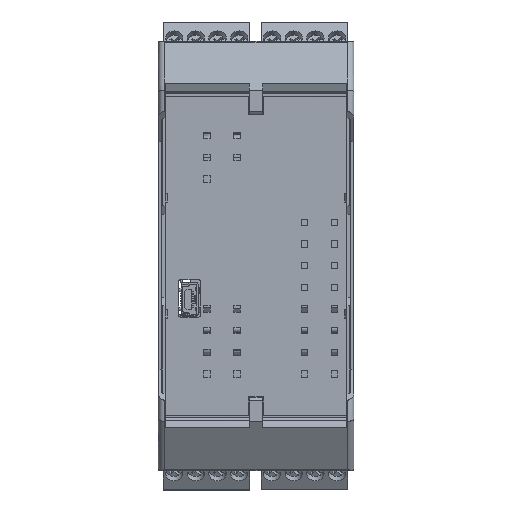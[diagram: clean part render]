
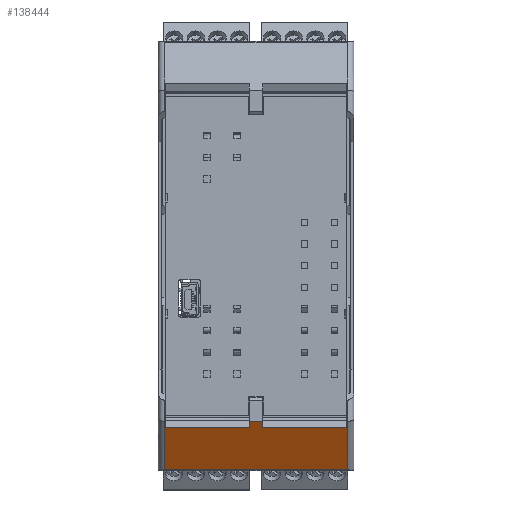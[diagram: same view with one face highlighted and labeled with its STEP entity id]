
A CAD part, top view. The second image highlights one B-rep face of the part: STEP entity #138444.
In plain terms, the highlighted planar face has unit normal (0, -0.545, 0.839).
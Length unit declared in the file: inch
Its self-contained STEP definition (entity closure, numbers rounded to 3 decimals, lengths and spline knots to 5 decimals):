
#1483 = LINE ( 'NONE', #137303, #98274 ) ;
#1849 = ORIENTED_EDGE ( 'NONE', *, *, #108658, .T. ) ;
#4162 = ORIENTED_EDGE ( 'NONE', *, *, #125021, .T. ) ;
#5131 = LINE ( 'NONE', #97108, #118483 ) ;
#8559 = CARTESIAN_POINT ( 'NONE',  ( 0.9252, 0.27953, 4.47441 ) ) ;
#9288 = VECTOR ( 'NONE', #81565, 39.37008 ) ;
#12899 = VECTOR ( 'NONE', #48989, 39.37008 ) ;
#13449 = VECTOR ( 'NONE', #93652, 39.37008 ) ;
#14854 = LINE ( 'NONE', #28181, #12899 ) ;
#16857 = DIRECTION ( 'NONE',  ( 0., -0.839, -0.545 ) ) ;
#18192 = ORIENTED_EDGE ( 'NONE', *, *, #97565, .F. ) ;
#22426 = DIRECTION ( 'NONE',  ( 0., 0.839, 0.545 ) ) ;
#22992 = CARTESIAN_POINT ( 'NONE',  ( 0.6378, -0.15639, 4.19132 ) ) ;
#23541 = VERTEX_POINT ( 'NONE', #72186 ) ;
#25012 = CARTESIAN_POINT ( 'NONE',  ( 0.92913, 0.27953, 4.47441 ) ) ;
#27769 = CARTESIAN_POINT ( 'NONE',  ( 0.9252, 0.06157, 4.33287 ) ) ;
#28181 = CARTESIAN_POINT ( 'NONE',  ( -0.09843, 0.22008, 4.4358 ) ) ;
#30257 = ORIENTED_EDGE ( 'NONE', *, *, #116708, .T. ) ;
#33233 = AXIS2_PLACEMENT_3D ( 'NONE', #128879, #107328, #94697 ) ;
#35617 = DIRECTION ( 'NONE',  ( -1., 0., 0. ) ) ;
#38302 = PLANE ( 'NONE',  #33233 ) ;
#39246 = ORIENTED_EDGE ( 'NONE', *, *, #135811, .T. ) ;
#44393 = CARTESIAN_POINT ( 'NONE',  ( 0.9252, 0.22008, 4.4358 ) ) ;
#45723 = VERTEX_POINT ( 'NONE', #48048 ) ;
#48048 = CARTESIAN_POINT ( 'NONE',  ( -0.72835, 0.27953, 4.47441 ) ) ;
#48989 = DIRECTION ( 'NONE',  ( -1., 0., 0. ) ) ;
#49176 = CARTESIAN_POINT ( 'NONE',  ( -0.73031, 0.27953, 4.47441 ) ) ;
#49407 = CARTESIAN_POINT ( 'NONE',  ( -0.73228, 0.27953, 4.47441 ) ) ;
#52295 = VECTOR ( 'NONE', #94430, 39.37008 ) ;
#52863 = VERTEX_POINT ( 'NONE', #44393 ) ;
#53623 = CARTESIAN_POINT ( 'NONE',  ( 0.03543, 0.22008, 4.4358 ) ) ;
#54758 = CARTESIAN_POINT ( 'NONE',  ( -0.72835, 0.27953, 4.47441 ) ) ;
#54935 = ORIENTED_EDGE ( 'NONE', *, *, #146807, .F. ) ;
#55077 = LINE ( 'NONE', #78804, #92570 ) ;
#56206 = VECTOR ( 'NONE', #129693, 39.37008 ) ;
#58078 = VECTOR ( 'NONE', #16857, 39.37008 ) ;
#58962 = EDGE_CURVE ( 'NONE', #105959, #114450, #14854, .T. ) ;
#59226 = CARTESIAN_POINT ( 'NONE',  ( 0.6378, 0.27953, 4.47441 ) ) ;
#66345 = VECTOR ( 'NONE', #129475, 39.37008 ) ;
#69832 = ORIENTED_EDGE ( 'NONE', *, *, #135997, .F. ) ;
#72186 = CARTESIAN_POINT ( 'NONE',  ( 0.16142, 0.22008, 4.4358 ) ) ;
#73969 = CARTESIAN_POINT ( 'NONE',  ( 0.03543, 0.06157, 4.33287 ) ) ;
#75489 = ORIENTED_EDGE ( 'NONE', *, *, #90501, .T. ) ;
#75639 = VERTEX_POINT ( 'NONE', #112653 ) ;
#78804 = CARTESIAN_POINT ( 'NONE',  ( 0.16142, 0.06157, 4.33287 ) ) ;
#79494 = VECTOR ( 'NONE', #109748, 39.37008 ) ;
#81565 = DIRECTION ( 'NONE',  ( 1., 0., 0. ) ) ;
#82196 = LINE ( 'NONE', #59226, #127024 ) ;
#84144 = LINE ( 'NONE', #27769, #66345 ) ;
#85649 = VERTEX_POINT ( 'NONE', #122662 ) ;
#90501 = EDGE_CURVE ( 'NONE', #23541, #133137, #55077, .T. ) ;
#91224 = LINE ( 'NONE', #22992, #9288 ) ;
#91719 = VERTEX_POINT ( 'NONE', #8559 ) ;
#92570 = VECTOR ( 'NONE', #22426, 39.37008 ) ;
#93652 = DIRECTION ( 'NONE',  ( 0., -0.839, -0.545 ) ) ;
#94044 = CARTESIAN_POINT ( 'NONE',  ( -0.09843, 0.27953, 4.47441 ) ) ;
#94430 = DIRECTION ( 'NONE',  ( 1., 0., 0. ) ) ;
#94697 = DIRECTION ( 'NONE',  ( 0., -0.839, -0.545 ) ) ;
#94778 = LINE ( 'NONE', #94044, #56206 ) ;
#94997 = EDGE_CURVE ( 'NONE', #52863, #23541, #1483, .T. ) ;
#97108 = CARTESIAN_POINT ( 'NONE',  ( -0.73228, 0.18569, 4.41347 ) ) ;
#97565 = EDGE_CURVE ( 'NONE', #45723, #114450, #143148, .T. ) ;
#98227 = ORIENTED_EDGE ( 'NONE', *, *, #58962, .T. ) ;
#98274 = VECTOR ( 'NONE', #35617, 39.37008 ) ;
#99008 = EDGE_CURVE ( 'NONE', #133137, #75639, #94778, .T. ) ;
#100229 = CARTESIAN_POINT ( 'NONE',  ( 0.16142, 0.27953, 4.47441 ) ) ;
#100832 = ORIENTED_EDGE ( 'NONE', *, *, #94997, .T. ) ;
#104092 = LINE ( 'NONE', #124909, #13449 ) ;
#104181 = VERTEX_POINT ( 'NONE', #49407 ) ;
#104236 = EDGE_LOOP ( 'NONE', ( #39246, #130836, #1849, #30257, #100832, #75489, #138557, #4162, #98227, #18192, #54935, #69832 ) ) ;
#105959 = VERTEX_POINT ( 'NONE', #53623 ) ;
#107328 = DIRECTION ( 'NONE',  ( 0., -0.545, 0.839 ) ) ;
#108658 = EDGE_CURVE ( 'NONE', #144490, #91719, #82196, .T. ) ;
#109748 = DIRECTION ( 'NONE',  ( 0., -0.839, -0.545 ) ) ;
#112653 = CARTESIAN_POINT ( 'NONE',  ( 0.03543, 0.27953, 4.47441 ) ) ;
#114450 = VERTEX_POINT ( 'NONE', #134162 ) ;
#115627 = DIRECTION ( 'NONE',  ( -1., 0., 0. ) ) ;
#116708 = EDGE_CURVE ( 'NONE', #91719, #52863, #84144, .T. ) ;
#118483 = VECTOR ( 'NONE', #140222, 39.37008 ) ;
#119474 = CARTESIAN_POINT ( 'NONE',  ( -0.73228, -0.15639, 4.19132 ) ) ;
#122662 = CARTESIAN_POINT ( 'NONE',  ( 0.92913, -0.15639, 4.19132 ) ) ;
#124909 = CARTESIAN_POINT ( 'NONE',  ( 0.92913, 0.18569, 4.41347 ) ) ;
#125021 = EDGE_CURVE ( 'NONE', #75639, #105959, #131846, .T. ) ;
#127024 = VECTOR ( 'NONE', #115627, 39.37008 ) ;
#128879 = CARTESIAN_POINT ( 'NONE',  ( 0.6378, 0.06157, 4.33287 ) ) ;
#129475 = DIRECTION ( 'NONE',  ( 0., -0.839, -0.545 ) ) ;
#129693 = DIRECTION ( 'NONE',  ( -1., 0., 0. ) ) ;
#130836 = ORIENTED_EDGE ( 'NONE', *, *, #132965, .F. ) ;
#131846 = LINE ( 'NONE', #73969, #58078 ) ;
#132965 = EDGE_CURVE ( 'NONE', #144490, #85649, #104092, .T. ) ;
#133137 = VERTEX_POINT ( 'NONE', #100229 ) ;
#134162 = CARTESIAN_POINT ( 'NONE',  ( -0.72835, 0.22008, 4.4358 ) ) ;
#135811 = EDGE_CURVE ( 'NONE', #146178, #85649, #91224, .T. ) ;
#135997 = EDGE_CURVE ( 'NONE', #146178, #104181, #5131, .T. ) ;
#136050 = LINE ( 'NONE', #49176, #52295 ) ;
#137303 = CARTESIAN_POINT ( 'NONE',  ( 0.6378, 0.22008, 4.4358 ) ) ;
#138444 = ADVANCED_FACE ( 'NONE', ( #142921 ), #38302, .T. ) ;
#138557 = ORIENTED_EDGE ( 'NONE', *, *, #99008, .T. ) ;
#140222 = DIRECTION ( 'NONE',  ( 0., 0.839, 0.545 ) ) ;
#142921 = FACE_OUTER_BOUND ( 'NONE', #104236, .T. ) ;
#143148 = LINE ( 'NONE', #54758, #79494 ) ;
#144490 = VERTEX_POINT ( 'NONE', #25012 ) ;
#146178 = VERTEX_POINT ( 'NONE', #119474 ) ;
#146807 = EDGE_CURVE ( 'NONE', #104181, #45723, #136050, .T. ) ;
